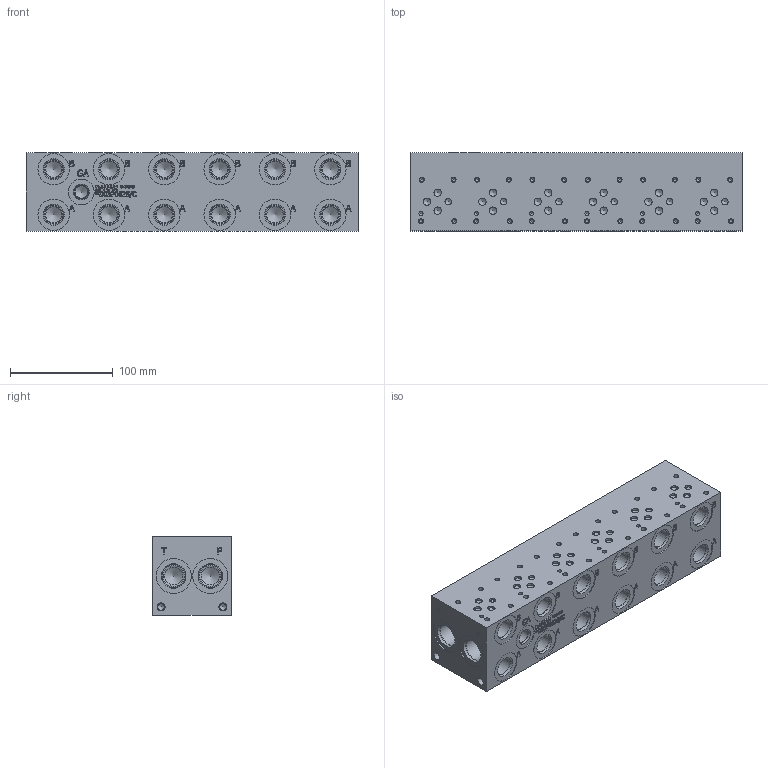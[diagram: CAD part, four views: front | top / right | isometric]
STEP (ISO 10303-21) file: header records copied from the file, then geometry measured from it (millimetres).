
FILE_DESCRIPTION(/* description */ (''),/* implementation_level */ '2;1');
FILE_NAME(/* name */ '_D03P062S_C.stp',/* time_stamp */ '2022-10-06T16:59:53-04:00',/* author */ ('bobbyh'),/* organization */ (''),/* preprocessor_version */ 'ST-DEVELOPER v18',/* originating_system */ 'Autodesk Inventor 2020',/* authorisation */ '');
FILE_SCHEMA (('AUTOMOTIVE_DESIGN { 1 0 10303 214 3 1 1 }'));
Length unit declared in the file: millimetre
Products named in the file (1): Part_AD03P062S_C_3D
Bounding box: 323.85 x 76.2 x 76.2 mm (x, y, z)
Volume: 1726664.8 mm3; surface area: 147184.9 mm2
Topology: 1 solids, 1 shells, 1047 faces, 2871 edges, 1957 vertices
Faces by surface type: plane 496, bspline 243, cylinder 177, cone 131
Full cylindrical faces by diameter (mm): 3.785 x24, 3.962 x6, 4.826 x24, 6.35 x6, 6.528 x4, 7.137 x18, 7.925 x4, 12.294 x1, 12.9 x1, 14.275 x1, 14.3 x1, 14.529 x1, 15.875 x12, 15.9 x1, 17.475 x4, 17.501 x12, 19.05 x12, 19.253 x12, 20.447 x4, 20.62 x1, 22.23 x5, 22.54 x1, 22.555 x4, 25.019 x1, 30.16 x1, 30.632 x12, 34.138 x4
Entity records: 35088 total; most frequent: CARTESIAN_POINT 8959, ORIENTED_EDGE 5590, DIRECTION 4588, EDGE_CURVE 2795, VERTEX_POINT 1957, LINE 1640, VECTOR 1640, AXIS2_PLACEMENT_3D 1474
